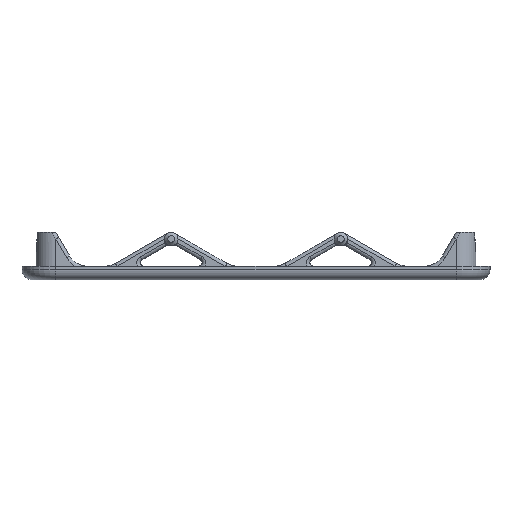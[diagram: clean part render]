
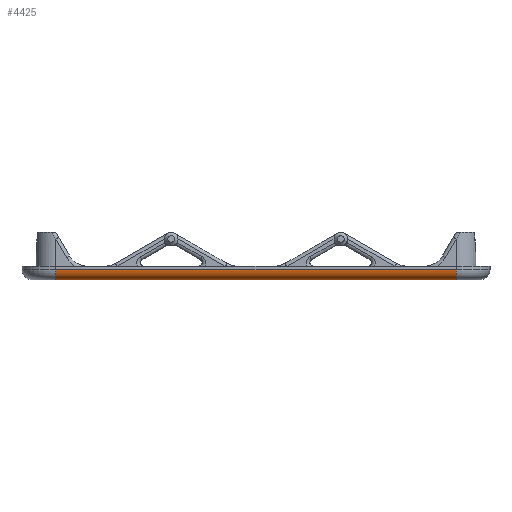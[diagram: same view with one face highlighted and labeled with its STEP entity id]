
A CAD part, left-side view. The second image highlights one B-rep face of the part: STEP entity #4425.
In plain terms, the highlighted cylindrical face has radius 1.5 mm (diameter 3 mm), a partial arc.
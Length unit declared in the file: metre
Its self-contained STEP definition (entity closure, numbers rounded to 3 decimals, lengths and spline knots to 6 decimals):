
#224=CYLINDRICAL_SURFACE('',#4948,0.0015);
#459=LINE('',#7126,#699);
#492=LINE('',#7421,#732);
#699=VECTOR('',#5544,1.);
#732=VECTOR('',#5639,1.);
#1556=ORIENTED_EDGE('',*,*,#2769,.T.);
#1557=ORIENTED_EDGE('',*,*,#2505,.F.);
#1558=ORIENTED_EDGE('',*,*,#2770,.F.);
#1559=ORIENTED_EDGE('',*,*,#2406,.F.);
#2406=EDGE_CURVE('',#3084,#3086,#459,.F.);
#2505=EDGE_CURVE('',#3156,#3157,#492,.T.);
#2769=EDGE_CURVE('',#3084,#3157,#3505,.T.);
#2770=EDGE_CURVE('',#3086,#3156,#3506,.T.);
#3084=VERTEX_POINT('',#7121);
#3086=VERTEX_POINT('',#7127);
#3156=VERTEX_POINT('',#7420);
#3157=VERTEX_POINT('',#7422);
#3505=CIRCLE('',#4947,0.0015);
#3506=CIRCLE('',#4949,0.0015);
#3775=EDGE_LOOP('',(#1556,#1557,#1558,#1559));
#4077=FACE_BOUND('',#3775,.T.);
#4425=ADVANCED_FACE('',(#4077),#224,.T.);
#4947=AXIS2_PLACEMENT_3D('',#8042,#6151,#6152);
#4948=AXIS2_PLACEMENT_3D('',#8043,#6153,#6154);
#4949=AXIS2_PLACEMENT_3D('',#8044,#6155,#6156);
#5544=DIRECTION('',(0.,1.,0.));
#5639=DIRECTION('',(0.,1.,0.));
#6151=DIRECTION('',(0.,-1.,0.));
#6152=DIRECTION('',(0.,0.,-1.));
#6153=DIRECTION('',(0.,-1.,0.));
#6154=DIRECTION('',(1.,0.,0.));
#6155=DIRECTION('',(0.,-1.,0.));
#6156=DIRECTION('',(0.,0.,-1.));
#7121=CARTESIAN_POINT('',(-0.031,0.0295,0.0015));
#7126=CARTESIAN_POINT('',(-0.031,-0.0295,0.0015));
#7127=CARTESIAN_POINT('',(-0.031,-0.0295,0.0015));
#7420=CARTESIAN_POINT('',(-0.0295,-0.0295,0.));
#7421=CARTESIAN_POINT('',(-0.0295,0.0295,0.));
#7422=CARTESIAN_POINT('',(-0.0295,0.0295,0.));
#8042=CARTESIAN_POINT('',(-0.0295,0.0295,0.0015));
#8043=CARTESIAN_POINT('',(-0.0295,0.,0.0015));
#8044=CARTESIAN_POINT('',(-0.0295,-0.0295,0.0015));
